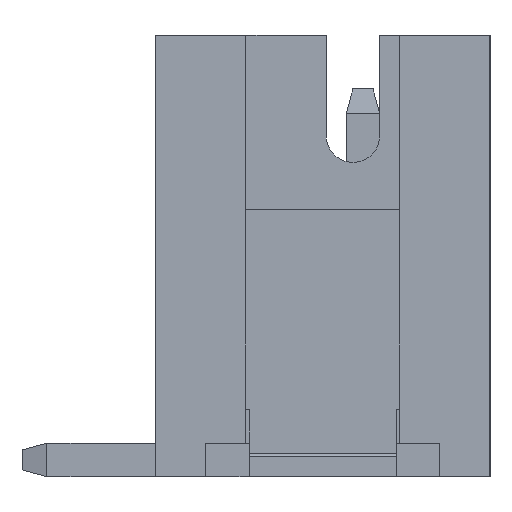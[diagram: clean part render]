
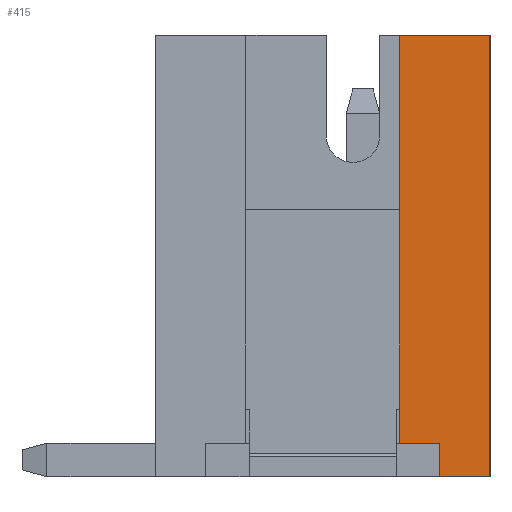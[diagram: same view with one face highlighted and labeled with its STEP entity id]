
A CAD part, left-side view. The second image highlights one B-rep face of the part: STEP entity #415.
In plain terms, the highlighted planar face has unit normal (-1, 0, 0).
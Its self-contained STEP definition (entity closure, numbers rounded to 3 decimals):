
#415=ADVANCED_FACE('',(#3572),#3574,.T.);
#3572=FACE_BOUND('',#3573,.T.);
#3573=EDGE_LOOP('',(#6089,#6090,#6091,#6092,#6093,#6094));
#3574=PLANE('',#3575);
#3575=AXIS2_PLACEMENT_3D('',#3576,#3577,#3578);
#3576=CARTESIAN_POINT('',(-2.975,0.,0.));
#3577=DIRECTION('',(-1.,-0.,0.));
#3578=DIRECTION('',(0.,-1.,0.));
#6089=ORIENTED_EDGE('',*,*,#7802,.T.);
#6090=ORIENTED_EDGE('',*,*,#7803,.T.);
#6091=ORIENTED_EDGE('',*,*,#7804,.T.);
#6092=ORIENTED_EDGE('',*,*,#7711,.T.);
#6093=ORIENTED_EDGE('',*,*,#7801,.T.);
#6094=ORIENTED_EDGE('',*,*,#7805,.T.);
#7711=EDGE_CURVE('',#8671,#8669,#8672,.T.);
#7801=EDGE_CURVE('',#8669,#8840,#8842,.T.);
#7802=EDGE_CURVE('',#8843,#8844,#8845,.F.);
#7803=EDGE_CURVE('',#8844,#8846,#8847,.F.);
#7804=EDGE_CURVE('',#8846,#8671,#8848,.T.);
#7805=EDGE_CURVE('',#8840,#8843,#8849,.T.);
#8669=VERTEX_POINT('',#10306);
#8671=VERTEX_POINT('',#10310);
#8672=LINE('',#10311,#10312);
#8840=VERTEX_POINT('',#10657);
#8842=LINE('',#10661,#10662);
#8843=VERTEX_POINT('',#10664);
#8844=VERTEX_POINT('',#10665);
#8845=LINE('',#10666,#10667);
#8846=VERTEX_POINT('',#10669);
#8847=LINE('',#10670,#10671);
#8848=LINE('',#10673,#10674);
#8849=LINE('',#10676,#10677);
#10306=CARTESIAN_POINT('',(-2.975,-1.9,6.6));
#10310=CARTESIAN_POINT('',(-2.975,-1.9,0.));
#10311=CARTESIAN_POINT('',(-2.975,-1.9,0.));
#10312=VECTOR('',#10313,1.);
#10313=DIRECTION('',(0.,0.,1.));
#10657=CARTESIAN_POINT('',(-2.975,-0.55,6.6));
#10661=CARTESIAN_POINT('',(-2.975,-1.9,6.6));
#10662=VECTOR('',#10663,1.);
#10663=DIRECTION('',(0.,1.,0.));
#10664=CARTESIAN_POINT('',(-2.975,-0.55,0.5));
#10665=CARTESIAN_POINT('',(-2.975,-1.15,0.5));
#10666=CARTESIAN_POINT('',(-2.975,-1.15,0.5));
#10667=VECTOR('',#10668,1.);
#10668=DIRECTION('',(0.,1.,0.));
#10669=CARTESIAN_POINT('',(-2.975,-1.15,0.));
#10670=CARTESIAN_POINT('',(-2.975,-1.15,0.));
#10671=VECTOR('',#10672,1.);
#10672=DIRECTION('',(0.,0.,1.));
#10673=CARTESIAN_POINT('',(-2.975,-1.15,0.));
#10674=VECTOR('',#10675,1.);
#10675=DIRECTION('',(0.,-1.,0.));
#10676=CARTESIAN_POINT('',(-2.975,-0.55,6.6));
#10677=VECTOR('',#10678,1.);
#10678=DIRECTION('',(0.,0.,-1.));
